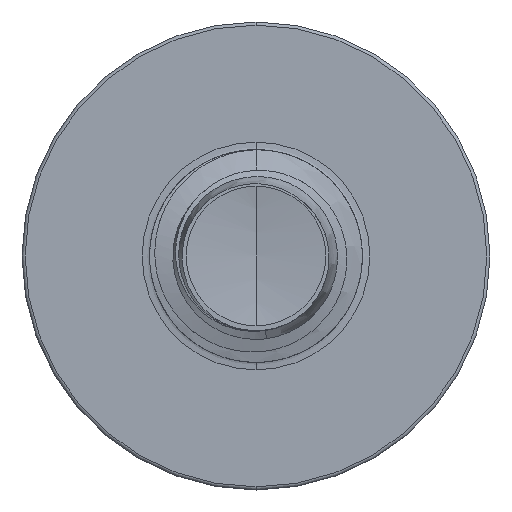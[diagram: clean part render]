
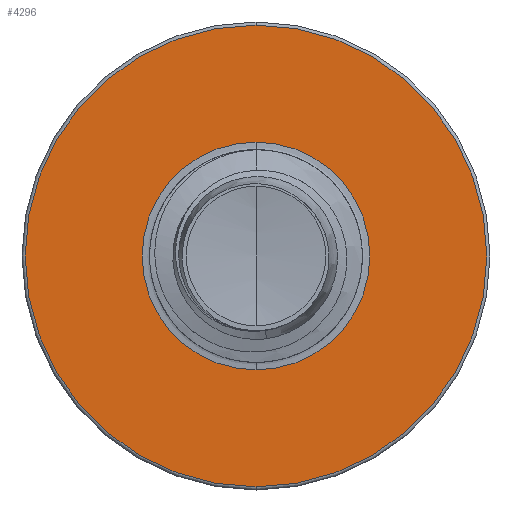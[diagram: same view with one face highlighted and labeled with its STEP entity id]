
A CAD part, front view. The second image highlights one B-rep face of the part: STEP entity #4296.
In plain terms, the highlighted planar face has unit normal (0, -1, 0).
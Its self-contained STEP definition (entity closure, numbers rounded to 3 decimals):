
#208 = ORIENTED_EDGE ( 'NONE', *, *, #17829, .T. ) ;
#1612 = DIRECTION ( 'NONE',  ( 0., 0., 1. ) ) ;
#1671 = VERTEX_POINT ( 'NONE', #8358 ) ;
#1934 = DIRECTION ( 'NONE',  ( 0., 1., 0. ) ) ;
#1995 = VERTEX_POINT ( 'NONE', #6220 ) ;
#2523 = EDGE_CURVE ( 'NONE', #1995, #2720, #20414, .T. ) ;
#2720 = VERTEX_POINT ( 'NONE', #15546 ) ;
#3372 = FACE_OUTER_BOUND ( 'NONE', #13968, .T. ) ;
#4296 = ADVANCED_FACE ( 'NONE', ( #3372, #8724 ), #14034, .F. ) ;
#6220 = CARTESIAN_POINT ( 'NONE',  ( 0., 14., -5.425 ) ) ;
#6799 = EDGE_LOOP ( 'NONE', ( #13279, #208 ) ) ;
#8358 = CARTESIAN_POINT ( 'NONE',  ( 0., 14., -2.677 ) ) ;
#8523 = DIRECTION ( 'NONE',  ( 0., 1., 0. ) ) ;
#8724 = FACE_BOUND ( 'NONE', #6799, .T. ) ;
#9238 = DIRECTION ( 'NONE',  ( 0., 1., 0. ) ) ;
#9251 = AXIS2_PLACEMENT_3D ( 'NONE', #20580, #8523, #22596 ) ;
#9321 = CARTESIAN_POINT ( 'NONE',  ( 0., 14., 0. ) ) ;
#10128 = CIRCLE ( 'NONE', #22141, 2.677 ) ;
#11058 = ORIENTED_EDGE ( 'NONE', *, *, #2523, .F. ) ;
#11494 = AXIS2_PLACEMENT_3D ( 'NONE', #24035, #1934, #16060 ) ;
#12342 = CIRCLE ( 'NONE', #9251, 2.677 ) ;
#12501 = AXIS2_PLACEMENT_3D ( 'NONE', #9321, #17520, #13936 ) ;
#13279 = ORIENTED_EDGE ( 'NONE', *, *, #15720, .T. ) ;
#13706 = DIRECTION ( 'NONE',  ( 0., 1., 0. ) ) ;
#13936 = DIRECTION ( 'NONE',  ( 0., 0., 1. ) ) ;
#13968 = EDGE_LOOP ( 'NONE', ( #26006, #11058 ) ) ;
#14034 = PLANE ( 'NONE',  #11494 ) ;
#15546 = CARTESIAN_POINT ( 'NONE',  ( 0., 14., 5.425 ) ) ;
#15720 = EDGE_CURVE ( 'NONE', #19336, #1671, #12342, .T. ) ;
#16060 = DIRECTION ( 'NONE',  ( 0., 0., 1. ) ) ;
#16296 = CARTESIAN_POINT ( 'NONE',  ( 0., 14., 2.677 ) ) ;
#17520 = DIRECTION ( 'NONE',  ( 0., 1., 0. ) ) ;
#17829 = EDGE_CURVE ( 'NONE', #1671, #19336, #10128, .T. ) ;
#19336 = VERTEX_POINT ( 'NONE', #16296 ) ;
#20414 = CIRCLE ( 'NONE', #12501, 5.425 ) ;
#20580 = CARTESIAN_POINT ( 'NONE',  ( 0., 14., 0. ) ) ;
#20626 = EDGE_CURVE ( 'NONE', #2720, #1995, #20772, .T. ) ;
#20772 = CIRCLE ( 'NONE', #23286, 5.425 ) ;
#21297 = CARTESIAN_POINT ( 'NONE',  ( 0., 14., 0. ) ) ;
#22141 = AXIS2_PLACEMENT_3D ( 'NONE', #25738, #13706, #1612 ) ;
#22596 = DIRECTION ( 'NONE',  ( 0., 0., 1. ) ) ;
#23286 = AXIS2_PLACEMENT_3D ( 'NONE', #21297, #9238, #23314 ) ;
#23314 = DIRECTION ( 'NONE',  ( 0., 0., 1. ) ) ;
#24035 = CARTESIAN_POINT ( 'NONE',  ( 0., 14., -2.677 ) ) ;
#25738 = CARTESIAN_POINT ( 'NONE',  ( 0., 14., 0. ) ) ;
#26006 = ORIENTED_EDGE ( 'NONE', *, *, #20626, .F. ) ;
